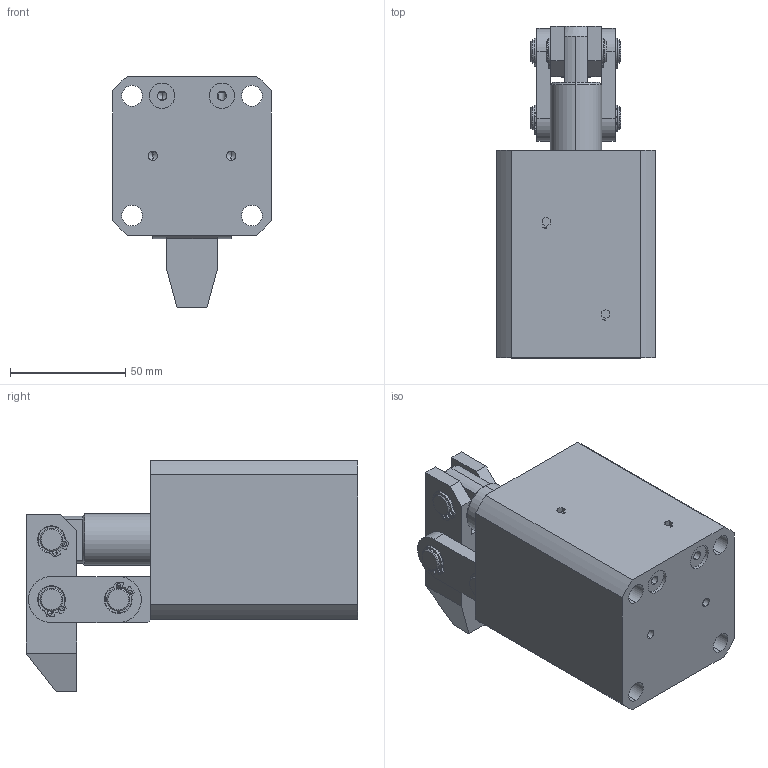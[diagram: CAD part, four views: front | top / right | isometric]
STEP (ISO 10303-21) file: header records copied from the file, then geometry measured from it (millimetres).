
FILE_DESCRIPTION (( 'STEP AP214' ), '1' );
FILE_NAME ('chlc-m40_asm-R.STEP', '2019-11-25T06:29:10', ( 'Windows' ), ( 'Microsoft' ), 'SwSTEP 2.0', 'SolidWorks 2015', '' );
FILE_SCHEMA (( 'AUTOMOTIVE_DESIGN' ));
Length unit declared in the file: millimetre
Products named in the file (1): chlc-m40_asm-R
Bounding box: 68.97 x 144 x 100.47 mm (x, y, z)
Volume: 419961.2 mm3; surface area: 85569.9 mm2
Topology: 15 solids, 19 shells, 469 faces, 1155 edges, 751 vertices
Faces by surface type: cylinder 225, plane 133, cone 67, bspline 34, torus 10
Entity records: 24738 total; most frequent: CARTESIAN_POINT 8194, DIRECTION 2425, ORIENTED_EDGE 2298, EDGE_CURVE 1149, AXIS2_PLACEMENT_3D 966, VERTEX_POINT 751, EDGE_LOOP 552, CIRCLE 530
